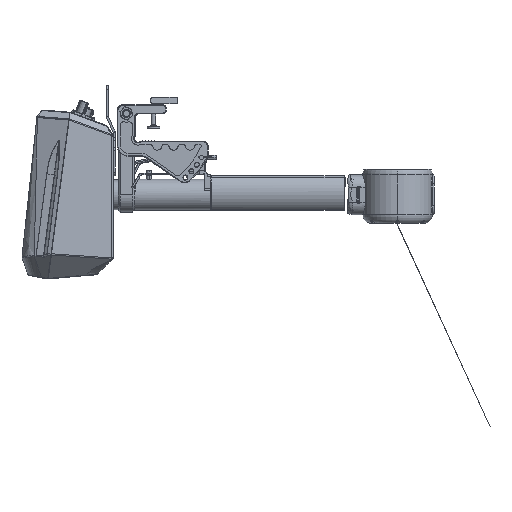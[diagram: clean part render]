
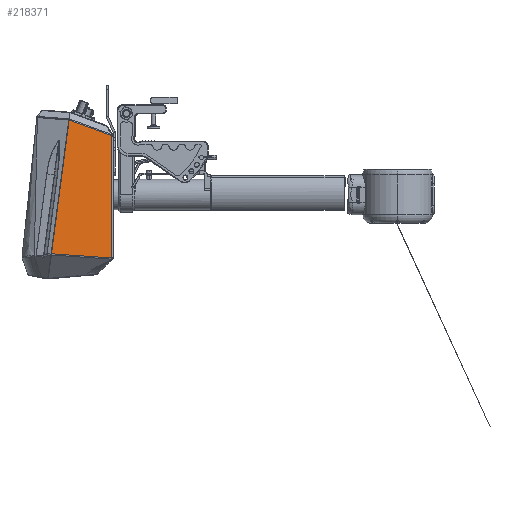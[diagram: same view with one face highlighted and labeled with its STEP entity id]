
A CAD part, left-side view. The second image highlights one B-rep face of the part: STEP entity #218371.
In plain terms, the highlighted face is planar.
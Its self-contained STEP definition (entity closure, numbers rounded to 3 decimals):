
#2399 = VECTOR ( 'NONE', #213768, 1000. ) ;
#7490 = LINE ( 'NONE', #154364, #48969 ) ;
#7752 = VECTOR ( 'NONE', #224052, 1000. ) ;
#8238 = EDGE_CURVE ( 'NONE', #95722, #149380, #84575, .T. ) ;
#9478 = CARTESIAN_POINT ( 'NONE',  ( 600.199, 982.27, 778.974 ) ) ;
#12983 = CARTESIAN_POINT ( 'NONE',  ( 583.827, 1040.696, 799.277 ) ) ;
#14254 = LINE ( 'NONE', #9478, #233322 ) ;
#47111 = VERTEX_POINT ( 'NONE', #71746 ) ;
#48969 = VECTOR ( 'NONE', #151984, 1000. ) ;
#62759 = EDGE_CURVE ( 'NONE', #184358, #95722, #150657, .T. ) ;
#69563 = DIRECTION ( 'NONE',  ( -0.255, 0.909, 0.331 ) ) ;
#71746 = CARTESIAN_POINT ( 'NONE',  ( 583.549, 1041.566, 800.556 ) ) ;
#74505 = PLANE ( 'NONE',  #118969 ) ;
#75705 = DIRECTION ( 'NONE',  ( 0.965, 0.259, 0.034 ) ) ;
#84575 = LINE ( 'NONE', #143501, #198337 ) ;
#87764 = EDGE_LOOP ( 'NONE', ( #135376, #224744, #216274, #196381, #162396 ) ) ;
#92594 = CARTESIAN_POINT ( 'NONE',  ( 830.235, 222.461, 29.288 ) ) ;
#95722 = VERTEX_POINT ( 'NONE', #204235 ) ;
#106183 = DIRECTION ( 'NONE',  ( 0.26, -0.963, -0.066 ) ) ;
#118857 = EDGE_CURVE ( 'NONE', #47111, #184358, #14254, .T. ) ;
#118969 = AXIS2_PLACEMENT_3D ( 'NONE', #92594, #75705, #165961 ) ;
#127818 = VERTEX_POINT ( 'NONE', #12983 ) ;
#132661 = CARTESIAN_POINT ( 'NONE',  ( 550.779, 1145.942, 936.706 ) ) ;
#133504 = EDGE_CURVE ( 'NONE', #127818, #47111, #142788, .T. ) ;
#135376 = ORIENTED_EDGE ( 'NONE', *, *, #62759, .T. ) ;
#142788 = LINE ( 'NONE', #196986, #2399 ) ;
#143501 = CARTESIAN_POINT ( 'NONE',  ( 595.694, 1040.55, 463.995 ) ) ;
#144920 = CARTESIAN_POINT ( 'NONE',  ( 550.779, 1158.274, 843.034 ) ) ;
#149380 = VERTEX_POINT ( 'NONE', #166690 ) ;
#150657 = LINE ( 'NONE', #132661, #7752 ) ;
#151984 = DIRECTION ( 'NONE',  ( 0.035, 0., -0.999 ) ) ;
#154364 = CARTESIAN_POINT ( 'NONE',  ( 589.741, 1040.696, 631.641 ) ) ;
#162396 = ORIENTED_EDGE ( 'NONE', *, *, #118857, .T. ) ;
#165961 = DIRECTION ( 'NONE',  ( -0.259, 0.966, 0. ) ) ;
#166690 = CARTESIAN_POINT ( 'NONE',  ( 595.654, 1040.696, 464.005 ) ) ;
#184358 = VERTEX_POINT ( 'NONE', #144920 ) ;
#191003 = EDGE_CURVE ( 'NONE', #127818, #149380, #7490, .T. ) ;
#196381 = ORIENTED_EDGE ( 'NONE', *, *, #133504, .T. ) ;
#196986 = CARTESIAN_POINT ( 'NONE',  ( 578.907, 1056.081, 821.887 ) ) ;
#198337 = VECTOR ( 'NONE', #106183, 1000. ) ;
#204235 = CARTESIAN_POINT ( 'NONE',  ( 550.779, 1206.667, 475.451 ) ) ;
#204420 = FACE_OUTER_BOUND ( 'NONE', #87764, .T. ) ;
#213768 = DIRECTION ( 'NONE',  ( -0.177, 0.554, 0.814 ) ) ;
#216274 = ORIENTED_EDGE ( 'NONE', *, *, #191003, .F. ) ;
#218371 = ADVANCED_FACE ( 'NONE', ( #204420 ), #74505, .F. ) ;
#224052 = DIRECTION ( 'NONE',  ( 0., 0.131, -0.991 ) ) ;
#224744 = ORIENTED_EDGE ( 'NONE', *, *, #8238, .T. ) ;
#233322 = VECTOR ( 'NONE', #69563, 1000. ) ;
